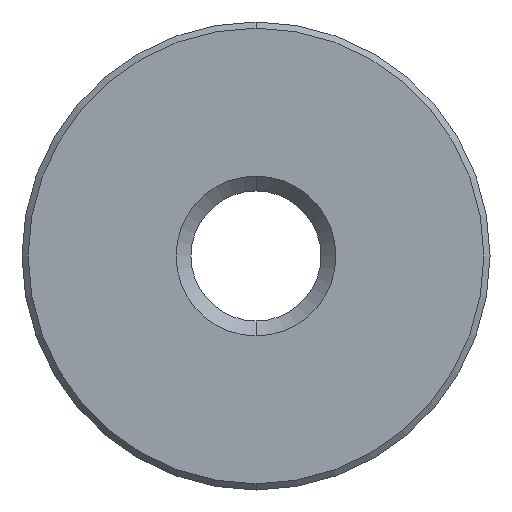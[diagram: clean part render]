
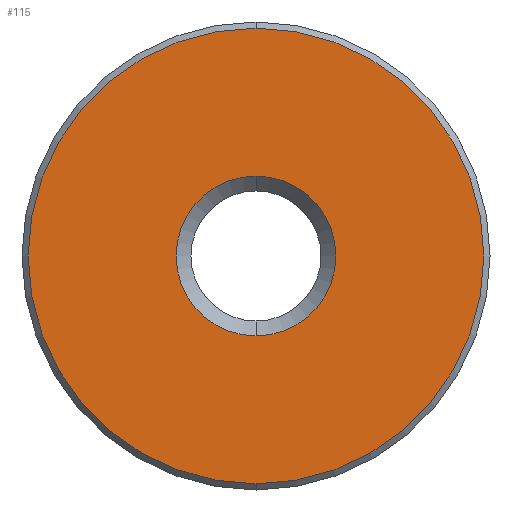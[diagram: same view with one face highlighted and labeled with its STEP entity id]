
A CAD part, front view. The second image highlights one B-rep face of the part: STEP entity #115.
In plain terms, the highlighted planar face has unit normal (0, -1, 0).
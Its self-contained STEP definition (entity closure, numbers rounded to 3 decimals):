
#10 = ORIENTED_EDGE ( 'NONE', *, *, #466, .T. ) ;
#11 = CARTESIAN_POINT ( 'NONE',  ( 0., 0., 0. ) ) ;
#74 = CARTESIAN_POINT ( 'NONE',  ( 0., 0., -6.45 ) ) ;
#77 = ORIENTED_EDGE ( 'NONE', *, *, #320, .T. ) ;
#115 = ADVANCED_FACE ( 'NONE', ( #648, #675 ), #636, .F. ) ;
#116 = ORIENTED_EDGE ( 'NONE', *, *, #623, .T. ) ;
#128 = VERTEX_POINT ( 'NONE', #580 ) ;
#155 = EDGE_LOOP ( 'NONE', ( #77, #10 ) ) ;
#200 = DIRECTION ( 'NONE',  ( 0., -1., 0. ) ) ;
#215 = CIRCLE ( 'NONE', #591, 18.4 ) ;
#241 = VERTEX_POINT ( 'NONE', #370 ) ;
#250 = DIRECTION ( 'NONE',  ( 0., 0., 1. ) ) ;
#252 = DIRECTION ( 'NONE',  ( 0., 1., 0. ) ) ;
#254 = CARTESIAN_POINT ( 'NONE',  ( 0., 0., 0. ) ) ;
#265 = DIRECTION ( 'NONE',  ( 0., 0., 1. ) ) ;
#271 = DIRECTION ( 'NONE',  ( 0., 1., 0. ) ) ;
#276 = CARTESIAN_POINT ( 'NONE',  ( 0., 0., 0. ) ) ;
#303 = VERTEX_POINT ( 'NONE', #407 ) ;
#320 = EDGE_CURVE ( 'NONE', #128, #241, #643, .T. ) ;
#339 = DIRECTION ( 'NONE',  ( 0., 0., 1. ) ) ;
#341 = DIRECTION ( 'NONE',  ( 0., -1., 0. ) ) ;
#342 = CARTESIAN_POINT ( 'NONE',  ( 0., 0., 0. ) ) ;
#354 = ORIENTED_EDGE ( 'NONE', *, *, #357, .T. ) ;
#357 = EDGE_CURVE ( 'NONE', #462, #303, #681, .T. ) ;
#370 = CARTESIAN_POINT ( 'NONE',  ( 0., 0., -18.4 ) ) ;
#407 = CARTESIAN_POINT ( 'NONE',  ( 0., 0., 6.45 ) ) ;
#418 = CIRCLE ( 'NONE', #577, 6.45 ) ;
#446 = AXIS2_PLACEMENT_3D ( 'NONE', #633, #630, #627 ) ;
#462 = VERTEX_POINT ( 'NONE', #74 ) ;
#466 = EDGE_CURVE ( 'NONE', #241, #128, #215, .T. ) ;
#577 = AXIS2_PLACEMENT_3D ( 'NONE', #276, #271, #265 ) ;
#580 = CARTESIAN_POINT ( 'NONE',  ( 0., 0., 18.4 ) ) ;
#591 = AXIS2_PLACEMENT_3D ( 'NONE', #11, #200, #708 ) ;
#610 = EDGE_LOOP ( 'NONE', ( #354, #116 ) ) ;
#623 = EDGE_CURVE ( 'NONE', #303, #462, #418, .T. ) ;
#627 = DIRECTION ( 'NONE',  ( 0., 0., 1. ) ) ;
#630 = DIRECTION ( 'NONE',  ( 0., 1., 0. ) ) ;
#633 = CARTESIAN_POINT ( 'NONE',  ( -5.25, 0., 0. ) ) ;
#636 = PLANE ( 'NONE',  #446 ) ;
#643 = CIRCLE ( 'NONE', #671, 18.4 ) ;
#648 = FACE_BOUND ( 'NONE', #610, .T. ) ;
#650 = AXIS2_PLACEMENT_3D ( 'NONE', #254, #252, #250 ) ;
#671 = AXIS2_PLACEMENT_3D ( 'NONE', #342, #341, #339 ) ;
#675 = FACE_OUTER_BOUND ( 'NONE', #155, .T. ) ;
#681 = CIRCLE ( 'NONE', #650, 6.45 ) ;
#708 = DIRECTION ( 'NONE',  ( 0., 0., 1. ) ) ;
